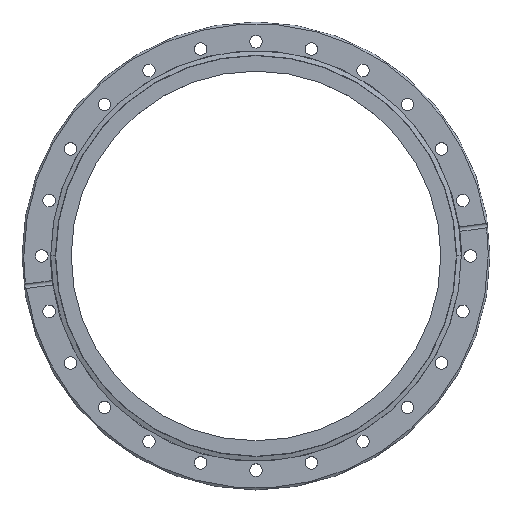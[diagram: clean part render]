
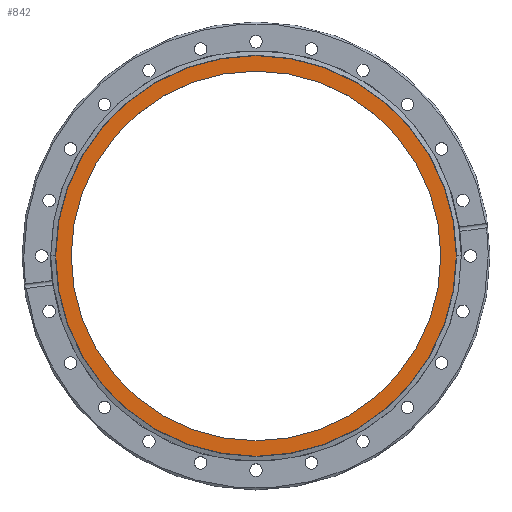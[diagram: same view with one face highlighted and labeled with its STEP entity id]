
A CAD part, top view. The second image highlights one B-rep face of the part: STEP entity #842.
In plain terms, the highlighted planar face has unit normal (0, 0, 1).
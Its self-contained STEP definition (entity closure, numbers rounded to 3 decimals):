
#185 = CARTESIAN_POINT ( 'NONE',  ( -108.398, 0., -1.2 ) ) ;
#299 = FACE_OUTER_BOUND ( 'NONE', #1239, .T. ) ;
#317 = AXIS2_PLACEMENT_3D ( 'NONE', #804, #727, #715 ) ;
#559 = VERTEX_POINT ( 'NONE', #684 ) ;
#684 = CARTESIAN_POINT ( 'NONE',  ( 108.398, 0., -1.2 ) ) ;
#707 = ORIENTED_EDGE ( 'NONE', *, *, #2586, .T. ) ;
#715 = DIRECTION ( 'NONE',  ( 1., 0., 0. ) ) ;
#727 = DIRECTION ( 'NONE',  ( 0., 0., 1. ) ) ;
#799 = AXIS2_PLACEMENT_3D ( 'NONE', #906, #2711, #1174 ) ;
#804 = CARTESIAN_POINT ( 'NONE',  ( 0., 0., -1.2 ) ) ;
#842 = ADVANCED_FACE ( 'NONE', ( #299, #1812 ), #980, .T. ) ;
#906 = CARTESIAN_POINT ( 'NONE',  ( 0., 0., -1.2 ) ) ;
#910 = DIRECTION ( 'NONE',  ( 0., 0., 1. ) ) ;
#980 = PLANE ( 'NONE',  #317 ) ;
#983 = AXIS2_PLACEMENT_3D ( 'NONE', #3011, #1522, #3262 ) ;
#992 = DIRECTION ( 'NONE',  ( 1., 0., 0. ) ) ;
#1004 = CARTESIAN_POINT ( 'NONE',  ( 0., 0., -1.2 ) ) ;
#1031 = CIRCLE ( 'NONE', #3411, 100. ) ;
#1070 = EDGE_CURVE ( 'NONE', #1144, #559, #2304, .T. ) ;
#1140 = ORIENTED_EDGE ( 'NONE', *, *, #1070, .T. ) ;
#1144 = VERTEX_POINT ( 'NONE', #185 ) ;
#1174 = DIRECTION ( 'NONE',  ( 1., 0., 0. ) ) ;
#1239 = EDGE_LOOP ( 'NONE', ( #707, #1140 ) ) ;
#1430 = AXIS2_PLACEMENT_3D ( 'NONE', #1004, #910, #992 ) ;
#1512 = ORIENTED_EDGE ( 'NONE', *, *, #1915, .T. ) ;
#1522 = DIRECTION ( 'NONE',  ( 0., 0., 1. ) ) ;
#1599 = VERTEX_POINT ( 'NONE', #2818 ) ;
#1812 = FACE_BOUND ( 'NONE', #1980, .T. ) ;
#1915 = EDGE_CURVE ( 'NONE', #1599, #3236, #1031, .T. ) ;
#1980 = EDGE_LOOP ( 'NONE', ( #3078, #1512 ) ) ;
#2304 = CIRCLE ( 'NONE', #1430, 108.398 ) ;
#2336 = CIRCLE ( 'NONE', #983, 108.398 ) ;
#2371 = DIRECTION ( 'NONE',  ( 1., 0., 0. ) ) ;
#2392 = DIRECTION ( 'NONE',  ( 0., 0., -1. ) ) ;
#2399 = CARTESIAN_POINT ( 'NONE',  ( 0., 0., -1.2 ) ) ;
#2586 = EDGE_CURVE ( 'NONE', #559, #1144, #2336, .T. ) ;
#2711 = DIRECTION ( 'NONE',  ( 0., 0., -1. ) ) ;
#2766 = CARTESIAN_POINT ( 'NONE',  ( -100., 0., -1.2 ) ) ;
#2818 = CARTESIAN_POINT ( 'NONE',  ( 100., 0., -1.2 ) ) ;
#3011 = CARTESIAN_POINT ( 'NONE',  ( 0., 0., -1.2 ) ) ;
#3032 = EDGE_CURVE ( 'NONE', #3236, #1599, #3283, .T. ) ;
#3078 = ORIENTED_EDGE ( 'NONE', *, *, #3032, .T. ) ;
#3236 = VERTEX_POINT ( 'NONE', #2766 ) ;
#3262 = DIRECTION ( 'NONE',  ( 1., 0., 0. ) ) ;
#3283 = CIRCLE ( 'NONE', #799, 100. ) ;
#3411 = AXIS2_PLACEMENT_3D ( 'NONE', #2399, #2392, #2371 ) ;
